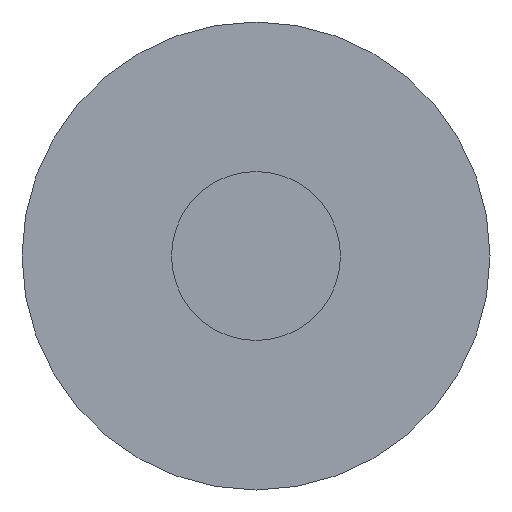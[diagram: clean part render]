
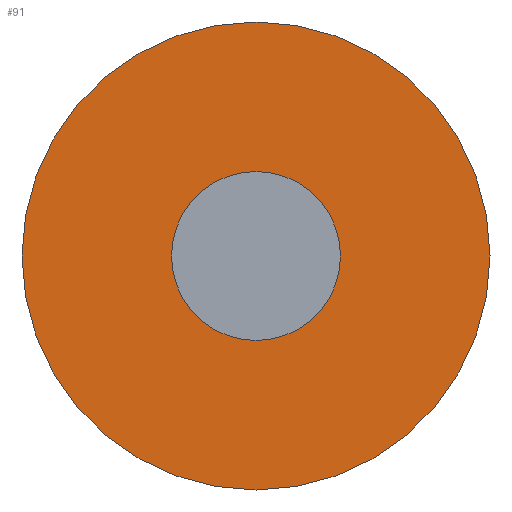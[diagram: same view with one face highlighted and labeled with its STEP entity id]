
A CAD part, front view. The second image highlights one B-rep face of the part: STEP entity #91.
In plain terms, the highlighted planar face has unit normal (0, -1, 0).
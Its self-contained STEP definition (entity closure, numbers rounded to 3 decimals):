
#16=FACE_BOUND('',#36,.T.);
#20=PLANE('',#118);
#27=FACE_OUTER_BOUND('',#35,.T.);
#35=EDGE_LOOP('',(#80));
#36=EDGE_LOOP('',(#81));
#44=CIRCLE('',#108,9.);
#47=CIRCLE('',#114,3.25);
#50=VERTEX_POINT('',#154);
#53=VERTEX_POINT('',#164);
#57=EDGE_CURVE('',#50,#50,#44,.T.);
#60=EDGE_CURVE('',#53,#53,#47,.T.);
#80=ORIENTED_EDGE('',*,*,#57,.F.);
#81=ORIENTED_EDGE('',*,*,#60,.T.);
#91=ADVANCED_FACE('',(#27,#16),#20,.F.);
#108=AXIS2_PLACEMENT_3D('',#156,#126,#127);
#114=AXIS2_PLACEMENT_3D('',#165,#138,#139);
#118=AXIS2_PLACEMENT_3D('',#172,#148,#149);
#126=DIRECTION('center_axis',(0.,1.,0.));
#127=DIRECTION('ref_axis',(1.,0.,0.));
#138=DIRECTION('center_axis',(0.,1.,0.));
#139=DIRECTION('ref_axis',(0.,0.,1.));
#148=DIRECTION('center_axis',(0.,1.,0.));
#149=DIRECTION('ref_axis',(1.,0.,0.));
#154=CARTESIAN_POINT('',(1.,0.,10.));
#156=CARTESIAN_POINT('Origin',(10.,0.,10.));
#164=CARTESIAN_POINT('',(6.75,0.,10.));
#165=CARTESIAN_POINT('Origin',(10.,0.,10.));
#172=CARTESIAN_POINT('Origin',(10.,0.,10.));
